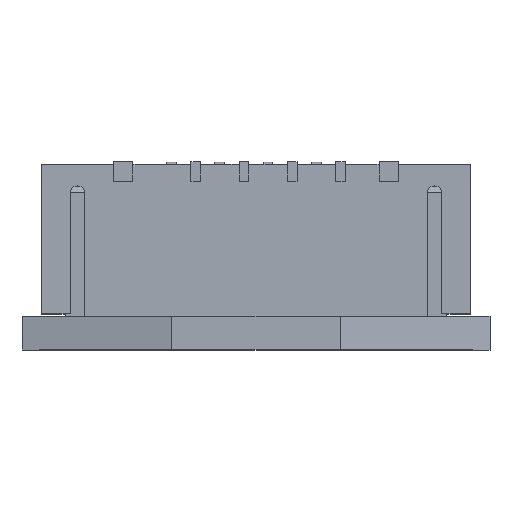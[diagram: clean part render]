
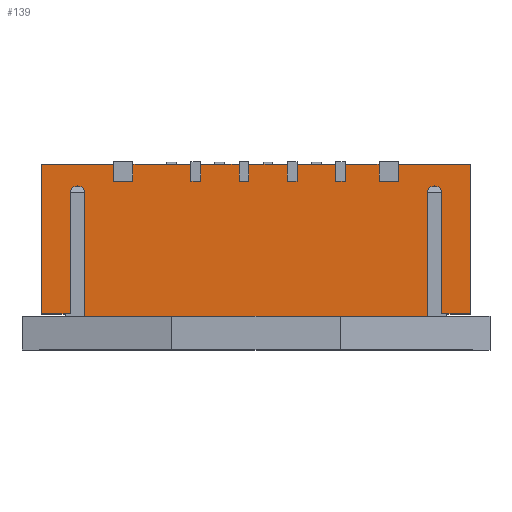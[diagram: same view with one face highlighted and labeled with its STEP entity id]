
A CAD part, top view. The second image highlights one B-rep face of the part: STEP entity #139.
In plain terms, the highlighted planar face has unit normal (0, 0, 1).
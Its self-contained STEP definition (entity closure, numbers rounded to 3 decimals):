
#139=ADVANCED_FACE('',(#520),#521,.T.);
#520=FACE_OUTER_BOUND('',#1100,.T.);
#521=PLANE('',#1101);
#1100=EDGE_LOOP('',(#2431,#2432,#2433,#2434,#2435,#2436,#2437,#2438,#2439,#2440,#2441,#2442,#2443,#2444,#2445,#2446,#2447,#2448,#2449,#2450,#2451,#2452,#2453,#2454,#2455,#2456,#2457,#2458,#2459,#2460,#2461,#2462,#2463,#2464,#2465,#2466));
#1101=AXIS2_PLACEMENT_3D('',#2467,#2468,#2469);
#2431=ORIENTED_EDGE('',*,*,#4653,.T.);
#2432=ORIENTED_EDGE('',*,*,#4654,.F.);
#2433=ORIENTED_EDGE('',*,*,#4655,.F.);
#2434=ORIENTED_EDGE('',*,*,#4644,.T.);
#2435=ORIENTED_EDGE('',*,*,#4656,.F.);
#2436=ORIENTED_EDGE('',*,*,#4657,.T.);
#2437=ORIENTED_EDGE('',*,*,#4658,.T.);
#2438=ORIENTED_EDGE('',*,*,#4640,.T.);
#2439=ORIENTED_EDGE('',*,*,#4659,.F.);
#2440=ORIENTED_EDGE('',*,*,#4660,.T.);
#2441=ORIENTED_EDGE('',*,*,#4661,.T.);
#2442=ORIENTED_EDGE('',*,*,#4636,.T.);
#2443=ORIENTED_EDGE('',*,*,#4662,.F.);
#2444=ORIENTED_EDGE('',*,*,#4663,.T.);
#2445=ORIENTED_EDGE('',*,*,#4664,.T.);
#2446=ORIENTED_EDGE('',*,*,#4632,.T.);
#2447=ORIENTED_EDGE('',*,*,#4665,.F.);
#2448=ORIENTED_EDGE('',*,*,#4666,.T.);
#2449=ORIENTED_EDGE('',*,*,#4667,.T.);
#2450=ORIENTED_EDGE('',*,*,#4628,.T.);
#2451=ORIENTED_EDGE('',*,*,#4668,.T.);
#2452=ORIENTED_EDGE('',*,*,#4669,.F.);
#2453=ORIENTED_EDGE('',*,*,#4670,.F.);
#2454=ORIENTED_EDGE('',*,*,#4624,.T.);
#2455=ORIENTED_EDGE('',*,*,#4671,.T.);
#2456=ORIENTED_EDGE('',*,*,#4672,.F.);
#2457=ORIENTED_EDGE('',*,*,#4673,.F.);
#2458=ORIENTED_EDGE('',*,*,#4674,.F.);
#2459=ORIENTED_EDGE('',*,*,#4675,.F.);
#2460=ORIENTED_EDGE('',*,*,#4247,.F.);
#2461=ORIENTED_EDGE('',*,*,#4676,.F.);
#2462=ORIENTED_EDGE('',*,*,#4677,.F.);
#2463=ORIENTED_EDGE('',*,*,#4678,.F.);
#2464=ORIENTED_EDGE('',*,*,#4679,.F.);
#2465=ORIENTED_EDGE('',*,*,#4680,.F.);
#2466=ORIENTED_EDGE('',*,*,#4648,.T.);
#2467=CARTESIAN_POINT('',(4.45,3.15,2.3));
#2468=DIRECTION('',(0.,0.0,1.0));
#2469=DIRECTION('',(1.0,-0.0,0.));
#4247=EDGE_CURVE('',#5206,#5194,#5208,.T.);
#4624=EDGE_CURVE('',#5864,#5862,#5865,.T.);
#4628=EDGE_CURVE('',#5872,#5870,#5873,.T.);
#4632=EDGE_CURVE('',#5880,#5878,#5881,.T.);
#4636=EDGE_CURVE('',#5888,#5886,#5889,.T.);
#4640=EDGE_CURVE('',#5896,#5894,#5897,.T.);
#4644=EDGE_CURVE('',#5904,#5902,#5905,.T.);
#4648=EDGE_CURVE('',#5912,#5910,#5913,.T.);
#4653=EDGE_CURVE('',#5910,#5920,#5921,.T.);
#4654=EDGE_CURVE('',#5922,#5920,#5923,.T.);
#4655=EDGE_CURVE('',#5904,#5922,#5924,.T.);
#4656=EDGE_CURVE('',#5925,#5902,#5926,.T.);
#4657=EDGE_CURVE('',#5925,#5927,#5928,.T.);
#4658=EDGE_CURVE('',#5927,#5896,#5929,.T.);
#4659=EDGE_CURVE('',#5930,#5894,#5931,.T.);
#4660=EDGE_CURVE('',#5930,#5932,#5933,.T.);
#4661=EDGE_CURVE('',#5932,#5888,#5934,.T.);
#4662=EDGE_CURVE('',#5935,#5886,#5936,.T.);
#4663=EDGE_CURVE('',#5935,#5937,#5938,.T.);
#4664=EDGE_CURVE('',#5937,#5880,#5939,.T.);
#4665=EDGE_CURVE('',#5940,#5878,#5941,.T.);
#4666=EDGE_CURVE('',#5940,#5942,#5943,.T.);
#4667=EDGE_CURVE('',#5942,#5872,#5944,.T.);
#4668=EDGE_CURVE('',#5870,#5945,#5946,.T.);
#4669=EDGE_CURVE('',#5947,#5945,#5948,.T.);
#4670=EDGE_CURVE('',#5864,#5947,#5949,.T.);
#4671=EDGE_CURVE('',#5862,#5950,#5951,.T.);
#4672=EDGE_CURVE('',#5952,#5950,#5953,.T.);
#4673=EDGE_CURVE('',#5954,#5952,#5955,.T.);
#4674=EDGE_CURVE('',#5956,#5954,#5957,.T.);
#4675=EDGE_CURVE('',#5194,#5956,#5958,.T.);
#4676=EDGE_CURVE('',#5959,#5206,#5960,.T.);
#4677=EDGE_CURVE('',#5961,#5959,#5962,.T.);
#4678=EDGE_CURVE('',#5963,#5961,#5964,.T.);
#4679=EDGE_CURVE('',#5965,#5963,#5966,.T.);
#4680=EDGE_CURVE('',#5912,#5965,#5967,.T.);
#5194=VERTEX_POINT('',#6737);
#5206=VERTEX_POINT('',#6755);
#5208=LINE('',#6758,#6759);
#5862=VERTEX_POINT('',#7784);
#5864=VERTEX_POINT('',#7787);
#5865=LINE('',#7788,#7789);
#5870=VERTEX_POINT('',#7796);
#5872=VERTEX_POINT('',#7799);
#5873=LINE('',#7800,#7801);
#5878=VERTEX_POINT('',#7808);
#5880=VERTEX_POINT('',#7811);
#5881=LINE('',#7812,#7813);
#5886=VERTEX_POINT('',#7820);
#5888=VERTEX_POINT('',#7823);
#5889=LINE('',#7824,#7825);
#5894=VERTEX_POINT('',#7832);
#5896=VERTEX_POINT('',#7835);
#5897=LINE('',#7836,#7837);
#5902=VERTEX_POINT('',#7844);
#5904=VERTEX_POINT('',#7847);
#5905=LINE('',#7848,#7849);
#5910=VERTEX_POINT('',#7856);
#5912=VERTEX_POINT('',#7859);
#5913=LINE('',#7860,#7861);
#5920=VERTEX_POINT('',#7872);
#5921=LINE('',#7873,#7874);
#5922=VERTEX_POINT('',#7875);
#5923=LINE('',#7876,#7877);
#5924=LINE('',#7878,#7879);
#5925=VERTEX_POINT('',#7880);
#5926=LINE('',#7881,#7882);
#5927=VERTEX_POINT('',#7883);
#5928=LINE('',#7884,#7885);
#5929=LINE('',#7886,#7887);
#5930=VERTEX_POINT('',#7888);
#5931=LINE('',#7889,#7890);
#5932=VERTEX_POINT('',#7891);
#5933=LINE('',#7892,#7893);
#5934=LINE('',#7894,#7895);
#5935=VERTEX_POINT('',#7896);
#5936=LINE('',#7897,#7898);
#5937=VERTEX_POINT('',#7899);
#5938=LINE('',#7900,#7901);
#5939=LINE('',#7902,#7903);
#5940=VERTEX_POINT('',#7904);
#5941=LINE('',#7905,#7906);
#5942=VERTEX_POINT('',#7907);
#5943=LINE('',#7908,#7909);
#5944=LINE('',#7910,#7911);
#5945=VERTEX_POINT('',#7912);
#5946=LINE('',#7913,#7914);
#5947=VERTEX_POINT('',#7915);
#5948=LINE('',#7916,#7917);
#5949=LINE('',#7918,#7919);
#5950=VERTEX_POINT('',#7920);
#5951=LINE('',#7921,#7922);
#5952=VERTEX_POINT('',#7923);
#5953=LINE('',#7924,#7925);
#5954=VERTEX_POINT('',#7926);
#5955=LINE('',#7927,#7928);
#5956=VERTEX_POINT('',#7929);
#5957=CIRCLE('',#7930,0.15);
#5958=LINE('',#7931,#7932);
#5959=VERTEX_POINT('',#7933);
#5960=LINE('',#7934,#7935);
#5961=VERTEX_POINT('',#7936);
#5962=CIRCLE('',#7937,0.15);
#5963=VERTEX_POINT('',#7938);
#5964=LINE('',#7939,#7940);
#5965=VERTEX_POINT('',#7941);
#5966=LINE('',#7942,#7943);
#5967=LINE('',#7944,#7945);
#6737=CARTESIAN_POINT('',(-3.55,0.0,2.3));
#6755=CARTESIAN_POINT('',(3.55,0.0,2.3));
#6758=CARTESIAN_POINT('',(4.45,0.0,2.3));
#6759=VECTOR('',#9085,1.0);
#7784=CARTESIAN_POINT('',(-4.45,3.15,2.3));
#7787=CARTESIAN_POINT('',(-2.95,3.15,2.3));
#7788=CARTESIAN_POINT('',(4.45,3.15,2.3));
#7789=VECTOR('',#9470,1.0);
#7796=CARTESIAN_POINT('',(-2.55,3.15,2.3));
#7799=CARTESIAN_POINT('',(-1.35,3.15,2.3));
#7800=CARTESIAN_POINT('',(4.45,3.15,2.3));
#7801=VECTOR('',#9474,1.0);
#7808=CARTESIAN_POINT('',(-1.15,3.15,2.3));
#7811=CARTESIAN_POINT('',(-0.35,3.15,2.3));
#7812=CARTESIAN_POINT('',(4.45,3.15,2.3));
#7813=VECTOR('',#9478,1.0);
#7820=CARTESIAN_POINT('',(-0.15,3.15,2.3));
#7823=CARTESIAN_POINT('',(0.65,3.15,2.3));
#7824=CARTESIAN_POINT('',(4.45,3.15,2.3));
#7825=VECTOR('',#9482,1.0);
#7832=CARTESIAN_POINT('',(0.85,3.15,2.3));
#7835=CARTESIAN_POINT('',(1.65,3.15,2.3));
#7836=CARTESIAN_POINT('',(4.45,3.15,2.3));
#7837=VECTOR('',#9486,1.0);
#7844=CARTESIAN_POINT('',(1.85,3.15,2.3));
#7847=CARTESIAN_POINT('',(2.55,3.15,2.3));
#7848=CARTESIAN_POINT('',(4.45,3.15,2.3));
#7849=VECTOR('',#9490,1.0);
#7856=CARTESIAN_POINT('',(2.95,3.15,2.3));
#7859=CARTESIAN_POINT('',(4.45,3.15,2.3));
#7860=CARTESIAN_POINT('',(4.45,3.15,2.3));
#7861=VECTOR('',#9494,1.0);
#7872=CARTESIAN_POINT('',(2.95,2.8,2.3));
#7873=CARTESIAN_POINT('',(2.95,3.15,2.3));
#7874=VECTOR('',#9499,1.0);
#7875=CARTESIAN_POINT('',(2.55,2.8,2.3));
#7876=CARTESIAN_POINT('',(4.45,2.8,2.3));
#7877=VECTOR('',#9500,1.0);
#7878=CARTESIAN_POINT('',(2.55,3.15,2.3));
#7879=VECTOR('',#9501,1.0);
#7880=CARTESIAN_POINT('',(1.85,2.8,2.3));
#7881=CARTESIAN_POINT('',(1.85,3.15,2.3));
#7882=VECTOR('',#9502,1.0);
#7883=CARTESIAN_POINT('',(1.65,2.8,2.3));
#7884=CARTESIAN_POINT('',(4.45,2.8,2.3));
#7885=VECTOR('',#9503,1.0);
#7886=CARTESIAN_POINT('',(1.65,3.15,2.3));
#7887=VECTOR('',#9504,1.0);
#7888=CARTESIAN_POINT('',(0.85,2.8,2.3));
#7889=CARTESIAN_POINT('',(0.85,3.15,2.3));
#7890=VECTOR('',#9505,1.0);
#7891=CARTESIAN_POINT('',(0.65,2.8,2.3));
#7892=CARTESIAN_POINT('',(4.45,2.8,2.3));
#7893=VECTOR('',#9506,1.0);
#7894=CARTESIAN_POINT('',(0.65,3.15,2.3));
#7895=VECTOR('',#9507,1.0);
#7896=CARTESIAN_POINT('',(-0.15,2.8,2.3));
#7897=CARTESIAN_POINT('',(-0.15,3.15,2.3));
#7898=VECTOR('',#9508,1.0);
#7899=CARTESIAN_POINT('',(-0.35,2.8,2.3));
#7900=CARTESIAN_POINT('',(4.45,2.8,2.3));
#7901=VECTOR('',#9509,1.0);
#7902=CARTESIAN_POINT('',(-0.35,3.15,2.3));
#7903=VECTOR('',#9510,1.0);
#7904=CARTESIAN_POINT('',(-1.15,2.8,2.3));
#7905=CARTESIAN_POINT('',(-1.15,3.15,2.3));
#7906=VECTOR('',#9511,1.0);
#7907=CARTESIAN_POINT('',(-1.35,2.8,2.3));
#7908=CARTESIAN_POINT('',(4.45,2.8,2.3));
#7909=VECTOR('',#9512,1.0);
#7910=CARTESIAN_POINT('',(-1.35,3.15,2.3));
#7911=VECTOR('',#9513,1.0);
#7912=CARTESIAN_POINT('',(-2.55,2.8,2.3));
#7913=CARTESIAN_POINT('',(-2.55,3.15,2.3));
#7914=VECTOR('',#9514,1.0);
#7915=CARTESIAN_POINT('',(-2.95,2.8,2.3));
#7916=CARTESIAN_POINT('',(4.45,2.8,2.3));
#7917=VECTOR('',#9515,1.0);
#7918=CARTESIAN_POINT('',(-2.95,3.15,2.3));
#7919=VECTOR('',#9516,1.0);
#7920=CARTESIAN_POINT('',(-4.45,0.05,2.3));
#7921=CARTESIAN_POINT('',(-4.45,3.15,2.3));
#7922=VECTOR('',#9517,1.0);
#7923=CARTESIAN_POINT('',(-3.85,0.05,2.3));
#7924=CARTESIAN_POINT('',(-3.85,0.05,2.3));
#7925=VECTOR('',#9518,1.0);
#7926=CARTESIAN_POINT('',(-3.85,2.55,2.3));
#7927=CARTESIAN_POINT('',(-3.85,2.55,2.3));
#7928=VECTOR('',#9519,1.0);
#7929=CARTESIAN_POINT('',(-3.55,2.55,2.3));
#7930=AXIS2_PLACEMENT_3D('',#9520,#9521,#9522);
#7931=CARTESIAN_POINT('',(-3.55,0.0,2.3));
#7932=VECTOR('',#9523,1.0);
#7933=CARTESIAN_POINT('',(3.55,2.55,2.3));
#7934=CARTESIAN_POINT('',(3.55,2.55,2.3));
#7935=VECTOR('',#9524,1.0);
#7936=CARTESIAN_POINT('',(3.85,2.55,2.3));
#7937=AXIS2_PLACEMENT_3D('',#9525,#9526,#9527);
#7938=CARTESIAN_POINT('',(3.85,0.05,2.3));
#7939=CARTESIAN_POINT('',(3.85,0.05,2.3));
#7940=VECTOR('',#9528,1.0);
#7941=CARTESIAN_POINT('',(4.45,0.05,2.3));
#7942=CARTESIAN_POINT('',(4.45,0.05,2.3));
#7943=VECTOR('',#9529,1.0);
#7944=CARTESIAN_POINT('',(4.45,3.15,2.3));
#7945=VECTOR('',#9530,1.0);
#9085=DIRECTION('',(-1.0,0.0,0.));
#9470=DIRECTION('',(-1.0,0.0,0.));
#9474=DIRECTION('',(-1.0,0.0,0.));
#9478=DIRECTION('',(-1.0,0.0,0.));
#9482=DIRECTION('',(-1.0,0.0,0.));
#9486=DIRECTION('',(-1.0,0.0,0.));
#9490=DIRECTION('',(-1.0,0.0,0.));
#9494=DIRECTION('',(-1.0,0.0,0.));
#9499=DIRECTION('',(0.0,-1.0,0.0));
#9500=DIRECTION('',(1.0,0.0,0.));
#9501=DIRECTION('',(0.0,-1.0,0.0));
#9502=DIRECTION('',(0.0,1.0,0.0));
#9503=DIRECTION('',(-1.0,0.,0.));
#9504=DIRECTION('',(0.0,1.0,0.0));
#9505=DIRECTION('',(0.0,1.0,0.0));
#9506=DIRECTION('',(-1.0,0.,0.));
#9507=DIRECTION('',(0.0,1.0,0.0));
#9508=DIRECTION('',(0.0,1.0,0.0));
#9509=DIRECTION('',(-1.0,0.,0.));
#9510=DIRECTION('',(0.0,1.0,0.0));
#9511=DIRECTION('',(0.0,1.0,0.0));
#9512=DIRECTION('',(-1.0,0.,0.));
#9513=DIRECTION('',(0.0,1.0,0.0));
#9514=DIRECTION('',(0.0,-1.0,0.0));
#9515=DIRECTION('',(1.0,0.0,0.));
#9516=DIRECTION('',(0.0,-1.0,0.0));
#9517=DIRECTION('',(0.0,-1.0,0.0));
#9518=DIRECTION('',(-1.0,0.,0.0));
#9519=DIRECTION('',(0.,-1.0,0.0));
#9520=CARTESIAN_POINT('',(-3.7,2.55,2.3));
#9521=DIRECTION('',(0.0,0.0,1.0));
#9522=DIRECTION('',(-1.0,0.0,0.0));
#9523=DIRECTION('',(0.,1.0,0.0));
#9524=DIRECTION('',(0.,-1.0,0.0));
#9525=CARTESIAN_POINT('',(3.7,2.55,2.3));
#9526=DIRECTION('',(0.0,0.0,1.0));
#9527=DIRECTION('',(1.0,0.0,0.0));
#9528=DIRECTION('',(0.,1.0,0.0));
#9529=DIRECTION('',(-1.0,0.,0.0));
#9530=DIRECTION('',(0.0,-1.0,0.0));
